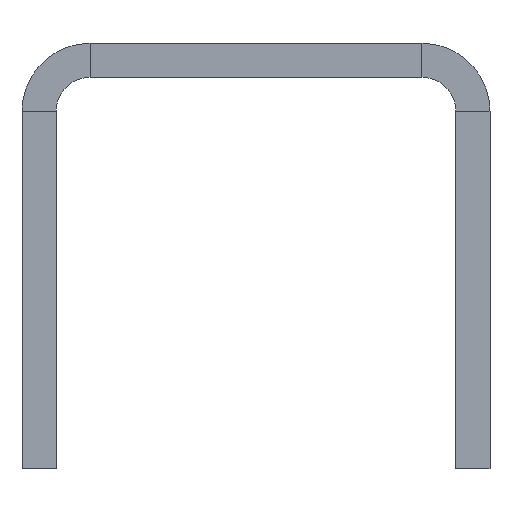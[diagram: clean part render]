
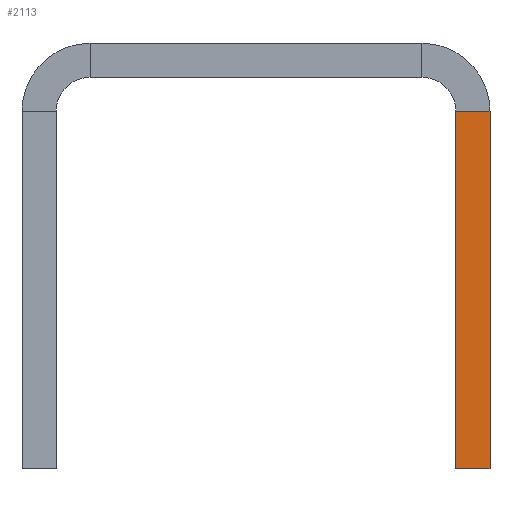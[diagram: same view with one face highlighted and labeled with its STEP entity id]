
A CAD part, front view. The second image highlights one B-rep face of the part: STEP entity #2113.
In plain terms, the highlighted planar face has unit normal (0, -1, 0).
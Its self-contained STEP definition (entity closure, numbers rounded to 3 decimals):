
#323=DIRECTION('',(-1.,0.,0.));
#324=VECTOR('',#323,4.);
#325=CARTESIAN_POINT('',(27.5,-200.,17.));
#326=LINE('',#325,#324);
#327=DIRECTION('',(0.,0.,-1.));
#328=VECTOR('',#327,42.);
#329=CARTESIAN_POINT('',(27.5,-200.,17.));
#330=LINE('',#329,#328);
#331=DIRECTION('',(-1.,0.,0.));
#332=VECTOR('',#331,4.);
#333=CARTESIAN_POINT('',(27.5,-200.,-25.));
#334=LINE('',#333,#332);
#335=DIRECTION('',(0.,0.,-1.));
#336=VECTOR('',#335,42.);
#337=CARTESIAN_POINT('',(23.5,-200.,17.));
#338=LINE('',#337,#336);
#1437=CARTESIAN_POINT('',(27.5,-200.,-25.));
#1439=VERTEX_POINT('',#1437);
#1445=CARTESIAN_POINT('',(23.5,-200.,-25.));
#1447=VERTEX_POINT('',#1445);
#1454=CARTESIAN_POINT('',(27.5,-200.,17.));
#1456=VERTEX_POINT('',#1454);
#1470=CARTESIAN_POINT('',(23.5,-200.,17.));
#1472=VERTEX_POINT('',#1470);
#2100=CARTESIAN_POINT('',(25.5,-200.,-1.));
#2101=DIRECTION('',(0.,-1.,0.));
#2102=DIRECTION('',(0.,0.,-1.));
#2103=AXIS2_PLACEMENT_3D('',#2100,#2101,#2102);
#2104=PLANE('',#2103);
#2105=ORIENTED_EDGE('',*,*,#2092,.F.);
#2106=ORIENTED_EDGE('',*,*,#1876,.T.);
#2108=ORIENTED_EDGE('',*,*,#2107,.T.);
#2110=ORIENTED_EDGE('',*,*,#2109,.F.);
#2111=EDGE_LOOP('',(#2105,#2106,#2108,#2110));
#2112=FACE_OUTER_BOUND('',#2111,.F.);
#2113=ADVANCED_FACE('',(#2112),#2104,.T.);
#1876=EDGE_CURVE('',#1456,#1439,#330,.T.);
#2092=EDGE_CURVE('',#1456,#1472,#326,.T.);
#2107=EDGE_CURVE('',#1439,#1447,#334,.T.);
#2109=EDGE_CURVE('',#1472,#1447,#338,.T.);
